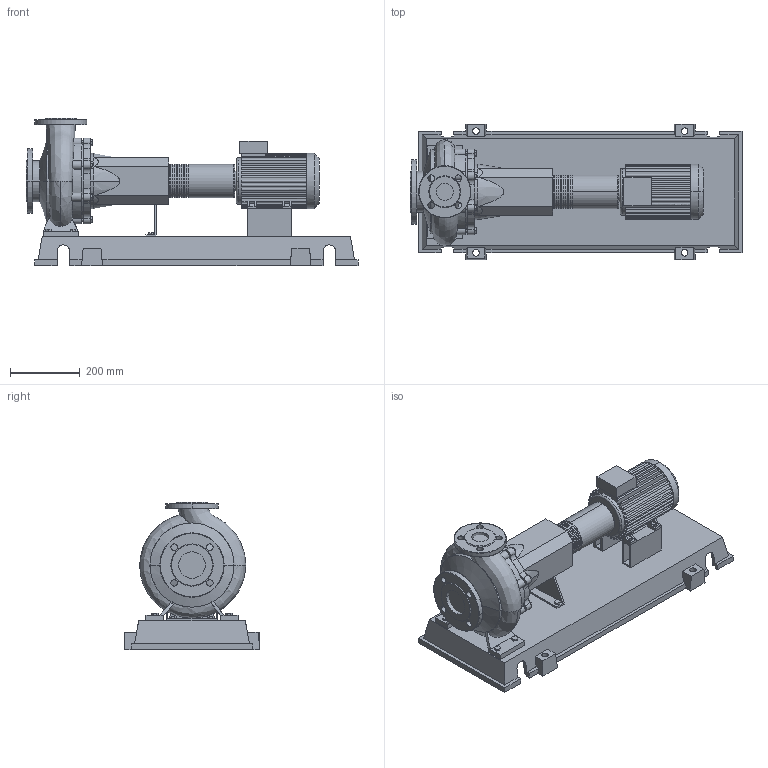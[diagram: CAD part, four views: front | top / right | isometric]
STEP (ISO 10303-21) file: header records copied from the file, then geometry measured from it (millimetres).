
FILE_DESCRIPTION((''),'2;1');
FILE_NAME('3d_NL40_200-0.55-4-12-4108975.stp','2015-03-03T07:07:40',(''),(''),'Mechanical Desktop 2009','Mechanical Desktop 2009',', , ');
FILE_SCHEMA(('CONFIG_CONTROL_DESIGN'));
Length unit declared in the file: millimetre
Products named in the file (1): Product
Bounding box: 955 x 390 x 423 mm (x, y, z)
Volume: 23823357.1 mm3; surface area: 2150872.7 mm2
Topology: 13 solids, 13 shells, 839 faces, 2231 edges, 1464 vertices
Faces by surface type: plane 429, bspline 212, cylinder 184, cone 8, torus 6
Entity records: 30396 total; most frequent: CARTESIAN_POINT 9672, ORIENTED_EDGE 4464, DIRECTION 4011, EDGE_CURVE 2232, VECTOR 1473, LINE 1473, VERTEX_POINT 1463, AXIS2_PLACEMENT_3D 1269
